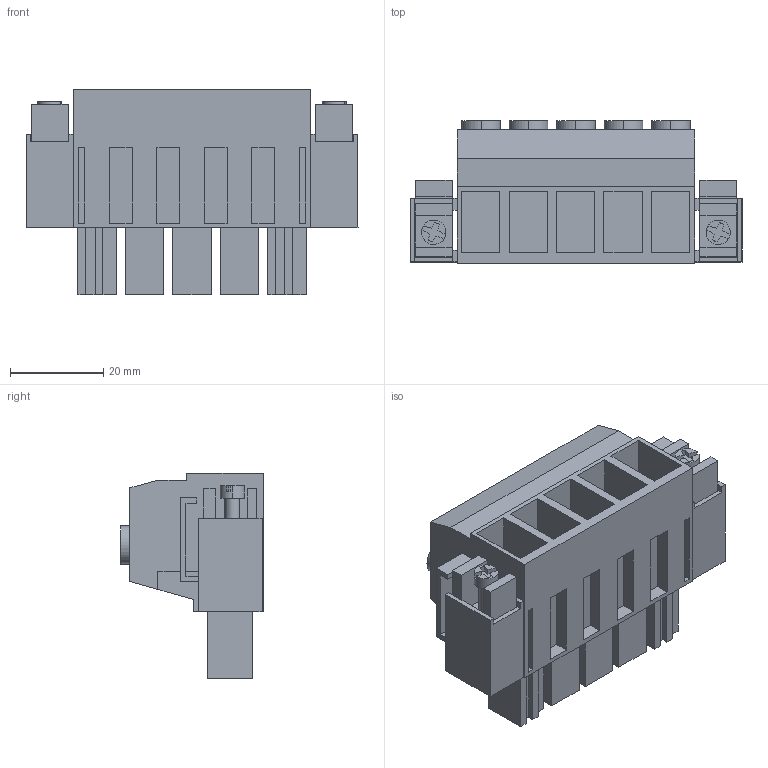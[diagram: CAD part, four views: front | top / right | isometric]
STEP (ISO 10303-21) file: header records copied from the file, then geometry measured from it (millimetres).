
FILE_DESCRIPTION(('CATIA V5 STEP Exchange','CAx-IF Rec.Pracs.--- Model Styling and Organization---1.2---2011-12-15'),'2;1');
FILE_NAME ('D1459171_0_1924650000_1924650000.stp','2017-04-28T06:39:42+00:00',('none'),('Weidmueller'),'CATIA Version 5-6 Release 2014','CATIA V5 STEP AP214','none');
FILE_SCHEMA(('AUTOMOTIVE_DESIGN { 1 0 10303 214 1 1 1 1 }'));
Length unit declared in the file: millimetre
Products named in the file (1): 1924650000
Bounding box: 71.12 x 30.6 x 44.1 mm (x, y, z)
Volume: 39212.8 mm3; surface area: 22245.9 mm2
Topology: 10 solids, 10 shells, 471 faces, 1285 edges, 868 vertices
Faces by surface type: plane 407, cylinder 60, extrusion 4
Entity records: 14417 total; most frequent: CARTESIAN_POINT 2953, ORIENTED_EDGE 2570, DIRECTION 1941, EDGE_CURVE 1285, VECTOR 1133, LINE 1129, VERTEX_POINT 868, EDGE_LOOP 513
